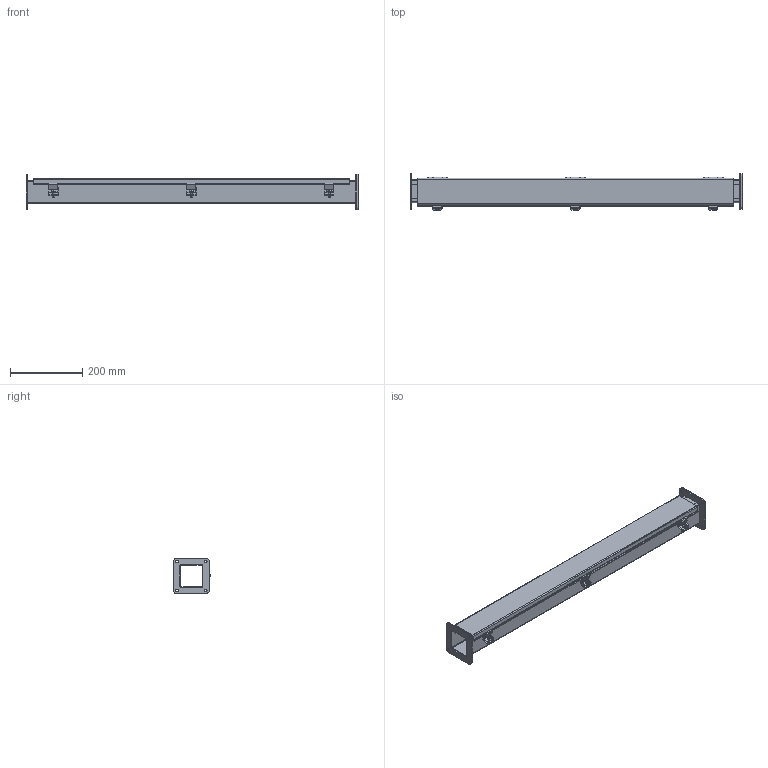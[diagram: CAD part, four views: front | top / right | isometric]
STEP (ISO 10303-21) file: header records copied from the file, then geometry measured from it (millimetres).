
FILE_DESCRIPTION (( 'STEP AP203' ), '1' );
FILE_NAME ('1487B36.step', '2024-04-25T14:24:41', ( '' ), ( '' ), 'SwSTEP 2.0', 'SolidWorks 2023', '' );
FILE_SCHEMA (( 'CONFIG_CONTROL_DESIGN' ));
Length unit declared in the file: inch
Products named in the file (1): 1487B36
Bounding box: 917.58 x 101.73 x 98.45 mm (x, y, z)
Volume: 597605.9 mm3; surface area: 646500 mm2
Topology: 25 solids, 25 shells, 544 faces, 1419 edges, 928 vertices
Faces by surface type: plane 299, cylinder 188, bspline 39, cone 18
Entity records: 18540 total; most frequent: CARTESIAN_POINT 5037, ORIENTED_EDGE 2814, DIRECTION 2744, EDGE_CURVE 1407, VERTEX_POINT 928, AXIS2_PLACEMENT_3D 927, LINE 890, VECTOR 890
